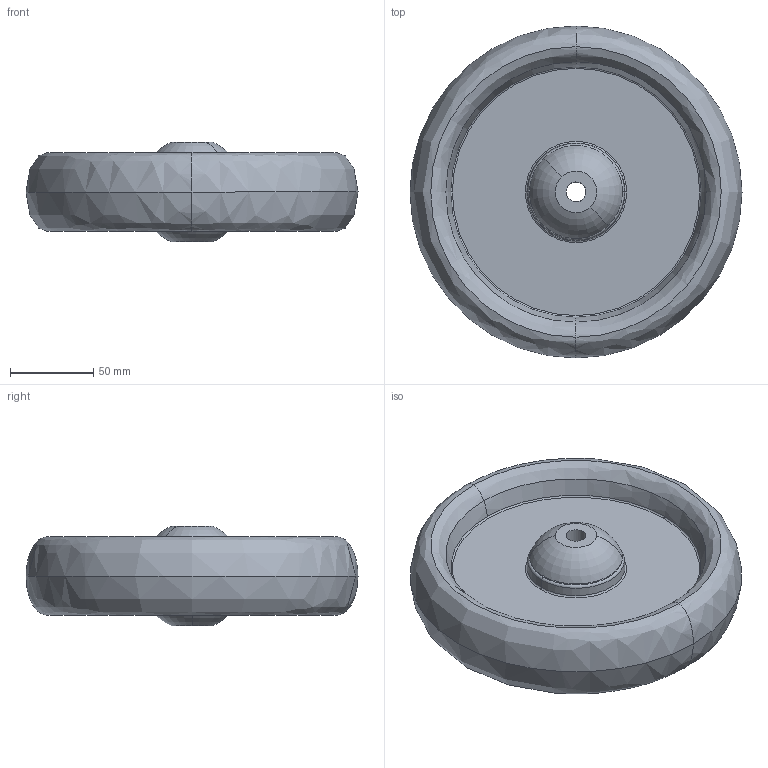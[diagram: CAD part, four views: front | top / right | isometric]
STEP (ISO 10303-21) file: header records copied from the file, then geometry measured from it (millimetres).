
FILE_DESCRIPTION (( 'STEP AP214' ), '1' );
FILE_NAME ('0017873.step', '2023-01-05T10:04:22', ( '' ), ( '' ), 'SwSTEP 2.0', 'SolidWorks 2020', '' );
FILE_SCHEMA (( 'AUTOMOTIVE_DESIGN' ));
Length unit declared in the file: millimetre
Products named in the file (1): 0017873
Bounding box: 200 x 200 x 60 mm (x, y, z)
Volume: 783809.3 mm3; surface area: 126187.8 mm2
Topology: 8 solids, 8 shells, 120 faces, 244 edges, 148 vertices
Faces by surface type: cylinder 38, torus 34, plane 24, cone 12, bspline 12
Entity records: 3459 total; most frequent: CARTESIAN_POINT 729, DIRECTION 632, ORIENTED_EDGE 488, AXIS2_PLACEMENT_3D 291, EDGE_CURVE 244, CIRCLE 182, VERTEX_POINT 148, EDGE_LOOP 144
